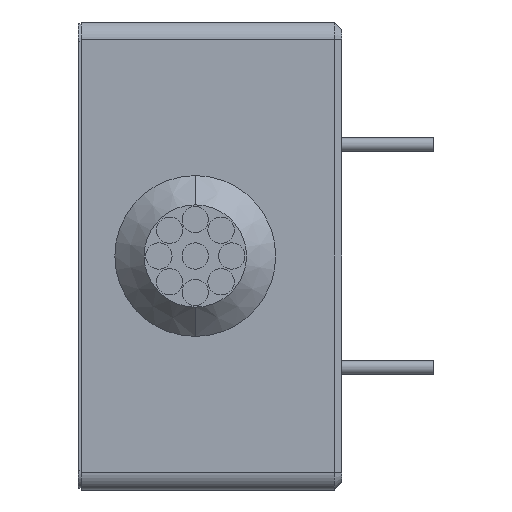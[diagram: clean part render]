
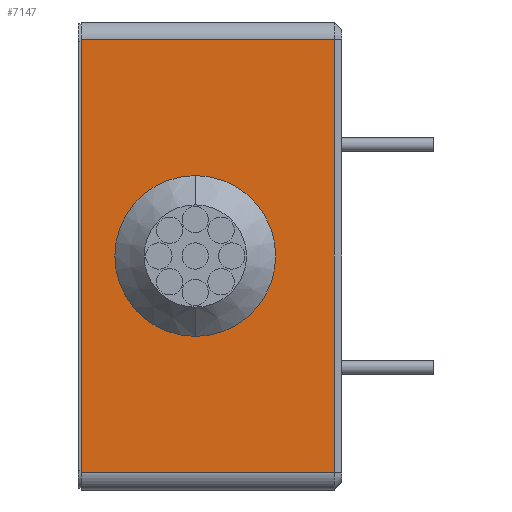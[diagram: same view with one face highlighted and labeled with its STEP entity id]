
A CAD part, left-side view. The second image highlights one B-rep face of the part: STEP entity #7147.
In plain terms, the highlighted planar face has unit normal (-1, 0, 0).
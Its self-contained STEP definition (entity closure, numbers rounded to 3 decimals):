
#443 = VERTEX_POINT ( 'NONE', #10229 ) ;
#452 = VERTEX_POINT ( 'NONE', #10230 ) ;
#461 = VERTEX_POINT ( 'NONE', #10234 ) ;
#473 = VERTEX_POINT ( 'NONE', #10302 ) ;
#485 = VERTEX_POINT ( 'NONE', #10278 ) ;
#489 = VERTEX_POINT ( 'NONE', #10293 ) ;
#6295 = EDGE_CURVE ( 'NONE', #461, #443, #14366, .T. ) ;
#6309 = EDGE_CURVE ( 'NONE', #489, #485, #19477, .T. ) ;
#6320 = EDGE_CURVE ( 'NONE', #461, #452, #19455, .T. ) ;
#6330 = EDGE_CURVE ( 'NONE', #443, #473, #19466, .T. ) ;
#6336 = EDGE_CURVE ( 'NONE', #485, #489, #19513, .T. ) ;
#6350 = EDGE_CURVE ( 'NONE', #452, #473, #19490, .T. ) ;
#6981 = AXIS2_PLACEMENT_3D ( 'NONE', #18599, #18659, #18680 ) ;
#7013 = AXIS2_PLACEMENT_3D ( 'NONE', #18583, #18578, #18557 ) ;
#7147 = ADVANCED_FACE ( 'NONE', ( #20209, #20188 ), #21576, .F. ) ;
#7620 = ORIENTED_EDGE ( 'NONE', *, *, #6320, .T. ) ;
#7641 = ORIENTED_EDGE ( 'NONE', *, *, #6330, .F. ) ;
#7673 = ORIENTED_EDGE ( 'NONE', *, *, #6350, .T. ) ;
#7715 = ORIENTED_EDGE ( 'NONE', *, *, #6295, .F. ) ;
#7718 = ORIENTED_EDGE ( 'NONE', *, *, #6309, .F. ) ;
#7730 = ORIENTED_EDGE ( 'NONE', *, *, #6336, .F. ) ;
#7994 = EDGE_LOOP ( 'NONE', ( #7620, #7673, #7641, #7715 ) ) ;
#9331 = EDGE_LOOP ( 'NONE', ( #7730, #7718 ) ) ;
#10229 = CARTESIAN_POINT ( 'NONE',  ( -12.5, 8.9, 7.4 ) ) ;
#10230 = CARTESIAN_POINT ( 'NONE',  ( -12.5, 0.25, -7.4 ) ) ;
#10234 = CARTESIAN_POINT ( 'NONE',  ( -12.5, 8.9, -7.4 ) ) ;
#10278 = CARTESIAN_POINT ( 'NONE',  ( -12.5, 5., -2. ) ) ;
#10293 = CARTESIAN_POINT ( 'NONE',  ( -12.5, 5., 2. ) ) ;
#10302 = CARTESIAN_POINT ( 'NONE',  ( -12.5, 0.25, 7.4 ) ) ;
#14366 = LINE ( 'NONE', #18523, #14419 ) ;
#14419 = VECTOR ( 'NONE', #18525, 1000. ) ;
#18523 = CARTESIAN_POINT ( 'NONE',  ( -12.5, 8.9, 7.4 ) ) ;
#18525 = DIRECTION ( 'NONE',  ( 0., 0., 1. ) ) ;
#18557 = DIRECTION ( 'NONE',  ( 0., 0., -1. ) ) ;
#18578 = DIRECTION ( 'NONE',  ( -1., 0., 0. ) ) ;
#18583 = CARTESIAN_POINT ( 'NONE',  ( -12.5, 5., 0. ) ) ;
#18599 = CARTESIAN_POINT ( 'NONE',  ( -12.5, 5., 0. ) ) ;
#18610 = CARTESIAN_POINT ( 'NONE',  ( -12.5, 8.9, 7.4 ) ) ;
#18611 = DIRECTION ( 'NONE',  ( 0., -1., 0. ) ) ;
#18613 = DIRECTION ( 'NONE',  ( 0., -1., 0. ) ) ;
#18623 = CARTESIAN_POINT ( 'NONE',  ( -12.5, 8.9, -7.4 ) ) ;
#18659 = DIRECTION ( 'NONE',  ( -1., 0., 0. ) ) ;
#18667 = CARTESIAN_POINT ( 'NONE',  ( -12.5, 0.25, 7.4 ) ) ;
#18680 = DIRECTION ( 'NONE',  ( 0., 0., -1. ) ) ;
#18688 = DIRECTION ( 'NONE',  ( 0., 0., 1. ) ) ;
#19450 = VECTOR ( 'NONE', #18613, 1000. ) ;
#19452 = VECTOR ( 'NONE', #18611, 1000. ) ;
#19455 = LINE ( 'NONE', #18623, #19452 ) ;
#19466 = LINE ( 'NONE', #18610, #19450 ) ;
#19477 = CIRCLE ( 'NONE', #7013, 2. ) ;
#19490 = LINE ( 'NONE', #18667, #19505 ) ;
#19505 = VECTOR ( 'NONE', #18688, 1000. ) ;
#19513 = CIRCLE ( 'NONE', #6981, 2. ) ;
#20188 = FACE_BOUND ( 'NONE', #9331, .T. ) ;
#20209 = FACE_OUTER_BOUND ( 'NONE', #7994, .T. ) ;
#20399 = AXIS2_PLACEMENT_3D ( 'NONE', #21564, #21554, #21537 ) ;
#21537 = DIRECTION ( 'NONE',  ( 0., 0., -1. ) ) ;
#21554 = DIRECTION ( 'NONE',  ( 1., 0., 0. ) ) ;
#21564 = CARTESIAN_POINT ( 'NONE',  ( -12.5, 8.9, 7.4 ) ) ;
#21576 = PLANE ( 'NONE',  #20399 ) ;
